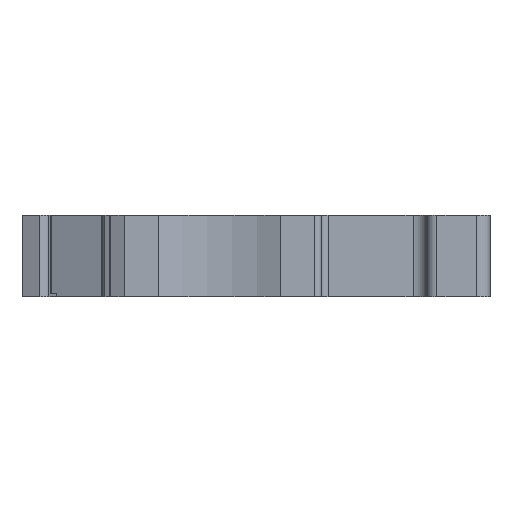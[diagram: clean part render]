
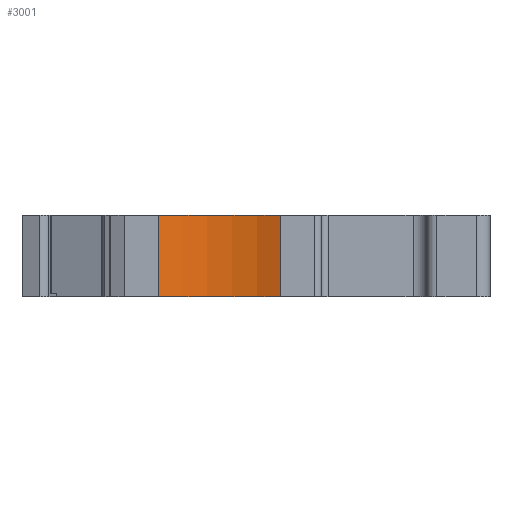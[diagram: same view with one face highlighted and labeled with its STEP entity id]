
A CAD part, left-side view. The second image highlights one B-rep face of the part: STEP entity #3001.
In plain terms, the highlighted cylindrical face has radius 10.625 mm (diameter 21.25 mm), a partial arc.
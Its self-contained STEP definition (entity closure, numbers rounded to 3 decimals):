
#42=CIRCLE('',#3194,10.625);
#43=CIRCLE('',#3195,10.625);
#113=CYLINDRICAL_SURFACE('',#3193,10.625);
#317=ORIENTED_EDGE('',*,*,#1179,.F.);
#318=ORIENTED_EDGE('',*,*,#1178,.F.);
#319=ORIENTED_EDGE('',*,*,#1180,.T.);
#320=ORIENTED_EDGE('',*,*,#1181,.T.);
#1178=EDGE_CURVE('',#1600,#1599,#1904,.T.);
#1179=EDGE_CURVE('',#1599,#1601,#42,.T.);
#1180=EDGE_CURVE('',#1600,#1602,#43,.T.);
#1181=EDGE_CURVE('',#1602,#1601,#1905,.T.);
#1599=VERTEX_POINT('',#4507);
#1600=VERTEX_POINT('',#4509);
#1601=VERTEX_POINT('',#4513);
#1602=VERTEX_POINT('',#4515);
#1904=LINE('',#4510,#2270);
#1905=LINE('',#4516,#2271);
#2270=VECTOR('',#3611,1000.);
#2271=VECTOR('',#3618,1000.);
#2559=EDGE_LOOP('',(#317,#318,#319,#320));
#2723=FACE_BOUND('',#2559,.T.);
#3001=ADVANCED_FACE('',(#2723),#113,.F.);
#3193=AXIS2_PLACEMENT_3D('',#4511,#3612,#3613);
#3194=AXIS2_PLACEMENT_3D('',#4512,#3614,#3615);
#3195=AXIS2_PLACEMENT_3D('',#4514,#3616,#3617);
#3611=DIRECTION('',(0.,0.,-1.));
#3612=DIRECTION('',(0.,0.,-1.));
#3613=DIRECTION('',(-1.,0.,0.));
#3614=DIRECTION('',(0.,0.,1.));
#3615=DIRECTION('',(-1.,0.,0.));
#3616=DIRECTION('',(0.,0.,1.));
#3617=DIRECTION('',(-1.,0.,0.));
#3618=DIRECTION('',(0.,0.,-1.));
#4507=CARTESIAN_POINT('',(-29.5,-2.25,0.));
#4509=CARTESIAN_POINT('',(-29.5,-2.25,6.));
#4510=CARTESIAN_POINT('',(-29.5,-2.25,6.));
#4511=CARTESIAN_POINT('',(-39.125,2.25,6.));
#4512=CARTESIAN_POINT('',(-39.125,2.25,0.));
#4513=CARTESIAN_POINT('',(-29.5,6.75,0.));
#4514=CARTESIAN_POINT('',(-39.125,2.25,6.));
#4515=CARTESIAN_POINT('',(-29.5,6.75,6.));
#4516=CARTESIAN_POINT('',(-29.5,6.75,6.));
